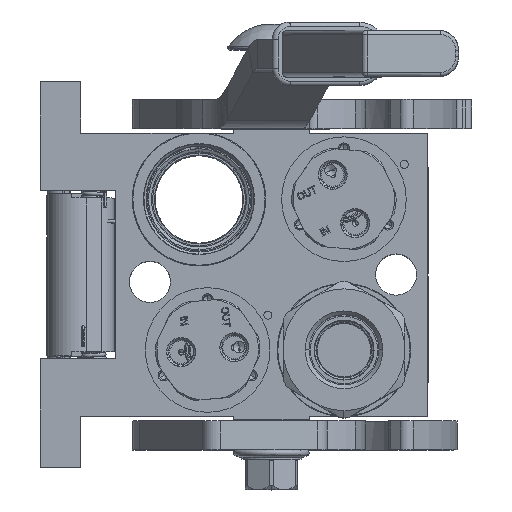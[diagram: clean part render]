
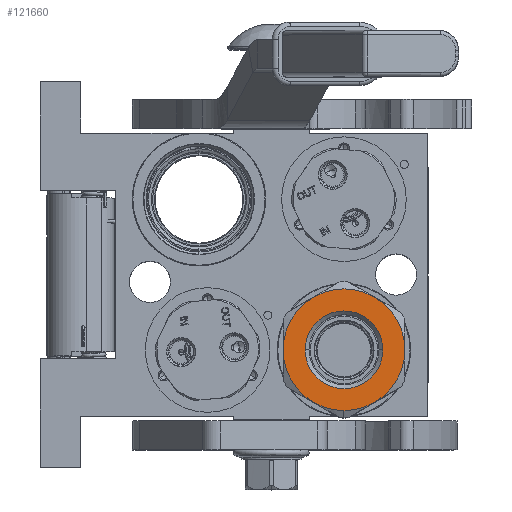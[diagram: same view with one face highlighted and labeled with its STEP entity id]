
A CAD part, top view. The second image highlights one B-rep face of the part: STEP entity #121660.
In plain terms, the highlighted face is planar.
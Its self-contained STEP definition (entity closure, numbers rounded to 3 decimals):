
#525 = CARTESIAN_POINT ( 'NONE',  ( 100.6, 21., 0. ) ) ;
#567 = EDGE_CURVE ( 'NONE', #108697, #5372, #143396, .T. ) ;
#632 = VERTEX_POINT ( 'NONE', #68968 ) ;
#3765 = DIRECTION ( 'NONE',  ( 1., 0., 0. ) ) ;
#5344 = AXIS2_PLACEMENT_3D ( 'NONE', #76484, #3765, #15891 ) ;
#5372 = VERTEX_POINT ( 'NONE', #15789 ) ;
#5944 = DIRECTION ( 'NONE',  ( 0., -0.5, 0.866 ) ) ;
#6226 = ORIENTED_EDGE ( 'NONE', *, *, #154871, .T. ) ;
#9880 = DIRECTION ( 'NONE',  ( 0., 1., 0. ) ) ;
#9982 = EDGE_CURVE ( 'NONE', #38214, #34903, #85075, .T. ) ;
#10067 = AXIS2_PLACEMENT_3D ( 'NONE', #12655, #37942, #23762 ) ;
#12655 = CARTESIAN_POINT ( 'NONE',  ( 100.6, 0., 0. ) ) ;
#13221 = CIRCLE ( 'NONE', #10067, 21. ) ;
#13458 = EDGE_CURVE ( 'NONE', #632, #16758, #106621, .T. ) ;
#14177 = EDGE_CURVE ( 'NONE', #632, #108697, #68623, .T. ) ;
#15789 = CARTESIAN_POINT ( 'NONE',  ( 100.6, 10.5, -18.187 ) ) ;
#15891 = DIRECTION ( 'NONE',  ( 0., -1., 0. ) ) ;
#16758 = VERTEX_POINT ( 'NONE', #78738 ) ;
#16900 = DIRECTION ( 'NONE',  ( 1., 0., 0. ) ) ;
#17768 = FACE_BOUND ( 'NONE', #40844, .T. ) ;
#19614 = DIRECTION ( 'NONE',  ( 1., 0., 0. ) ) ;
#20474 = CARTESIAN_POINT ( 'NONE',  ( 100.6, -10.5, 18.187 ) ) ;
#20492 = DIRECTION ( 'NONE',  ( 0., 1., 0. ) ) ;
#21134 = CIRCLE ( 'NONE', #5344, 21. ) ;
#21395 = EDGE_CURVE ( 'NONE', #150383, #72755, #21134, .T. ) ;
#23299 = DIRECTION ( 'NONE',  ( 0., -1., 0. ) ) ;
#23762 = DIRECTION ( 'NONE',  ( 0., -0.5, -0.866 ) ) ;
#25344 = ORIENTED_EDGE ( 'NONE', *, *, #14177, .F. ) ;
#34903 = VERTEX_POINT ( 'NONE', #148643 ) ;
#37942 = DIRECTION ( 'NONE',  ( 1., 0., 0. ) ) ;
#38214 = VERTEX_POINT ( 'NONE', #135306 ) ;
#39814 = ORIENTED_EDGE ( 'NONE', *, *, #9982, .T. ) ;
#40087 = ORIENTED_EDGE ( 'NONE', *, *, #13458, .T. ) ;
#40844 = EDGE_LOOP ( 'NONE', ( #151930, #39814 ) ) ;
#45931 = AXIS2_PLACEMENT_3D ( 'NONE', #90984, #105220, #139985 ) ;
#48013 = CARTESIAN_POINT ( 'NONE',  ( 100.6, 0., 0. ) ) ;
#54918 = DIRECTION ( 'NONE',  ( 0., 0.5, 0.866 ) ) ;
#56045 = AXIS2_PLACEMENT_3D ( 'NONE', #145535, #121216, #95460 ) ;
#61007 = AXIS2_PLACEMENT_3D ( 'NONE', #88579, #16900, #113890 ) ;
#61232 = DIRECTION ( 'NONE',  ( -1., 0., 0. ) ) ;
#64111 = ORIENTED_EDGE ( 'NONE', *, *, #108387, .T. ) ;
#64494 = DIRECTION ( 'NONE',  ( 1., 0., 0. ) ) ;
#68623 = CIRCLE ( 'NONE', #45931, 21. ) ;
#68968 = CARTESIAN_POINT ( 'NONE',  ( 100.6, 10.5, 18.187 ) ) ;
#72755 = VERTEX_POINT ( 'NONE', #108345 ) ;
#76484 = CARTESIAN_POINT ( 'NONE',  ( 100.6, 0., 0. ) ) ;
#77216 = CIRCLE ( 'NONE', #80741, 21. ) ;
#78738 = CARTESIAN_POINT ( 'NONE',  ( 100.6, 0., 21. ) ) ;
#78892 = AXIS2_PLACEMENT_3D ( 'NONE', #150967, #64494, #5944 ) ;
#80047 = CARTESIAN_POINT ( 'NONE',  ( 100.6, 0., 0. ) ) ;
#80741 = AXIS2_PLACEMENT_3D ( 'NONE', #140282, #19614, #54918 ) ;
#81887 = FACE_OUTER_BOUND ( 'NONE', #97634, .T. ) ;
#85075 = CIRCLE ( 'NONE', #141155, 13.4 ) ;
#88579 = CARTESIAN_POINT ( 'NONE',  ( 100.6, 0., 0. ) ) ;
#90555 = AXIS2_PLACEMENT_3D ( 'NONE', #80047, #127434, #20492 ) ;
#90984 = CARTESIAN_POINT ( 'NONE',  ( 100.6, 0., 0. ) ) ;
#95460 = DIRECTION ( 'NONE',  ( 0., 0., 1. ) ) ;
#97634 = EDGE_LOOP ( 'NONE', ( #6226, #117807, #137366, #102288, #25344, #40087, #64111 ) ) ;
#102038 = AXIS2_PLACEMENT_3D ( 'NONE', #48013, #61232, #23299 ) ;
#102288 = ORIENTED_EDGE ( 'NONE', *, *, #567, .F. ) ;
#105220 = DIRECTION ( 'NONE',  ( -1., 0., 0. ) ) ;
#106621 = CIRCLE ( 'NONE', #61007, 21. ) ;
#108345 = CARTESIAN_POINT ( 'NONE',  ( 100.6, -10.5, -18.187 ) ) ;
#108387 = EDGE_CURVE ( 'NONE', #16758, #132908, #77216, .T. ) ;
#108697 = VERTEX_POINT ( 'NONE', #525 ) ;
#113890 = DIRECTION ( 'NONE',  ( 0., 0.5, 0.866 ) ) ;
#117807 = ORIENTED_EDGE ( 'NONE', *, *, #21395, .T. ) ;
#120166 = PLANE ( 'NONE',  #56045 ) ;
#121216 = DIRECTION ( 'NONE',  ( -1., 0., 0. ) ) ;
#121660 = ADVANCED_FACE ( 'NONE', ( #81887, #17768 ), #120166, .F. ) ;
#125869 = CIRCLE ( 'NONE', #102038, 13.4 ) ;
#127434 = DIRECTION ( 'NONE',  ( -1., 0., 0. ) ) ;
#127696 = EDGE_CURVE ( 'NONE', #72755, #5372, #13221, .T. ) ;
#129446 = CARTESIAN_POINT ( 'NONE',  ( 100.6, 0., 0. ) ) ;
#132908 = VERTEX_POINT ( 'NONE', #20474 ) ;
#134330 = EDGE_CURVE ( 'NONE', #34903, #38214, #125869, .T. ) ;
#135306 = CARTESIAN_POINT ( 'NONE',  ( 100.6, 13.4, 0. ) ) ;
#136217 = CARTESIAN_POINT ( 'NONE',  ( 100.6, -21., 0. ) ) ;
#137366 = ORIENTED_EDGE ( 'NONE', *, *, #127696, .T. ) ;
#139985 = DIRECTION ( 'NONE',  ( 0., 0.5, 0.866 ) ) ;
#140282 = CARTESIAN_POINT ( 'NONE',  ( 100.6, 0., 0. ) ) ;
#140453 = CIRCLE ( 'NONE', #78892, 21. ) ;
#141155 = AXIS2_PLACEMENT_3D ( 'NONE', #129446, #141689, #9880 ) ;
#141689 = DIRECTION ( 'NONE',  ( -1., 0., 0. ) ) ;
#143396 = CIRCLE ( 'NONE', #90555, 21. ) ;
#145535 = CARTESIAN_POINT ( 'NONE',  ( 100.6, 0., 0. ) ) ;
#148643 = CARTESIAN_POINT ( 'NONE',  ( 100.6, -13.4, 0. ) ) ;
#150383 = VERTEX_POINT ( 'NONE', #136217 ) ;
#150967 = CARTESIAN_POINT ( 'NONE',  ( 100.6, 0., 0. ) ) ;
#151930 = ORIENTED_EDGE ( 'NONE', *, *, #134330, .T. ) ;
#154871 = EDGE_CURVE ( 'NONE', #132908, #150383, #140453, .T. ) ;
